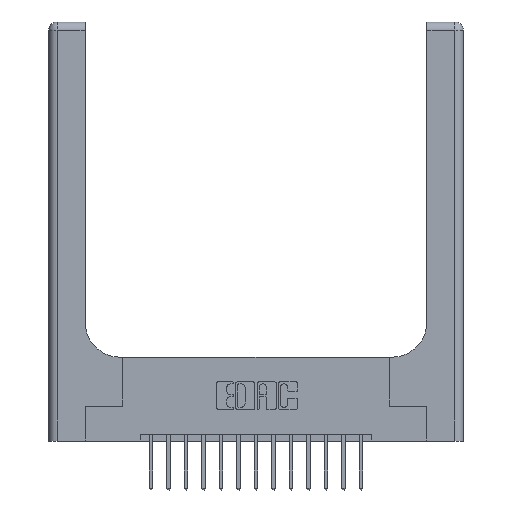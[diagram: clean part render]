
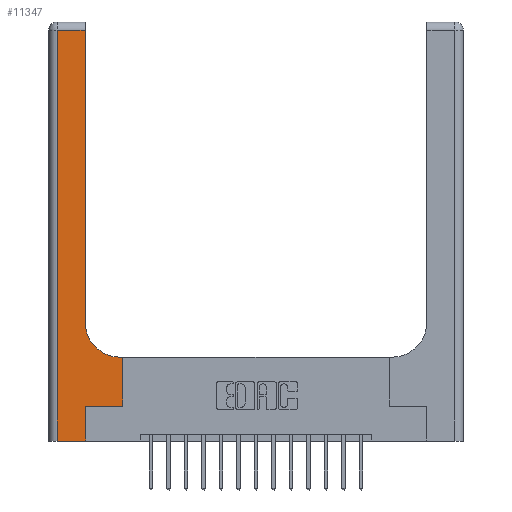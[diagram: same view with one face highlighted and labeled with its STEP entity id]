
A CAD part, top view. The second image highlights one B-rep face of the part: STEP entity #11347.
In plain terms, the highlighted planar face has unit normal (0, 0, 1).
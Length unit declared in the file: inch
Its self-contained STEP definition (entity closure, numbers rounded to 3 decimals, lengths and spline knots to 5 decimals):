
#48 = CARTESIAN_POINT ( 'NONE',  ( 0.528, 0.6, 0.37 ) ) ;
#245 = LINE ( 'NONE', #9939, #10059 ) ;
#381 = VECTOR ( 'NONE', #1555, 39.37008 ) ;
#790 = DIRECTION ( 'NONE',  ( 1., 0., 0. ) ) ;
#799 = LINE ( 'NONE', #13291, #15471 ) ;
#1074 = CARTESIAN_POINT ( 'NONE',  ( 0.265, 0.25, 0.37 ) ) ;
#1262 = VERTEX_POINT ( 'NONE', #14054 ) ;
#1555 = DIRECTION ( 'NONE',  ( 0., 1., 0. ) ) ;
#1582 = LINE ( 'NONE', #4478, #17537 ) ;
#1615 = DIRECTION ( 'NONE',  ( 0., -1., 0. ) ) ;
#1695 = DIRECTION ( 'NONE',  ( 1., 0., 0. ) ) ;
#2412 = ORIENTED_EDGE ( 'NONE', *, *, #5900, .T. ) ;
#2478 = LINE ( 'NONE', #7641, #10597 ) ;
#2948 = DIRECTION ( 'NONE',  ( 0., 0., -1. ) ) ;
#3121 = LINE ( 'NONE', #12145, #13986 ) ;
#3214 = VERTEX_POINT ( 'NONE', #1074 ) ;
#3671 = ORIENTED_EDGE ( 'NONE', *, *, #15380, .T. ) ;
#3780 = VECTOR ( 'NONE', #790, 39.37008 ) ;
#4478 = CARTESIAN_POINT ( 'NONE',  ( 0.06, 3., 0.37 ) ) ;
#4536 = CARTESIAN_POINT ( 'NONE',  ( 0.51, 0.6, 0.37 ) ) ;
#4959 = CARTESIAN_POINT ( 'NONE',  ( 0., 3., 0.37 ) ) ;
#5054 = VERTEX_POINT ( 'NONE', #48 ) ;
#5080 = PLANE ( 'NONE',  #12392 ) ;
#5708 = ORIENTED_EDGE ( 'NONE', *, *, #15645, .T. ) ;
#5900 = EDGE_CURVE ( 'NONE', #7043, #9655, #17481, .T. ) ;
#6230 = EDGE_CURVE ( 'NONE', #17399, #1262, #245, .T. ) ;
#6498 = FACE_OUTER_BOUND ( 'NONE', #14543, .T. ) ;
#6813 = CARTESIAN_POINT ( 'NONE',  ( 0.528, 0.25, 0.37 ) ) ;
#7043 = VERTEX_POINT ( 'NONE', #4536 ) ;
#7217 = CARTESIAN_POINT ( 'NONE',  ( 0.26, 0.6, 0.37 ) ) ;
#7549 = CARTESIAN_POINT ( 'NONE',  ( 0.06, 2.94, 0.37 ) ) ;
#7641 = CARTESIAN_POINT ( 'NONE',  ( 0., 2.94, 0.37 ) ) ;
#7818 = AXIS2_PLACEMENT_3D ( 'NONE', #9729, #2948, #11188 ) ;
#8261 = LINE ( 'NONE', #15290, #381 ) ;
#8474 = VECTOR ( 'NONE', #8755, 39.37008 ) ;
#8755 = DIRECTION ( 'NONE',  ( -1., 0., 0. ) ) ;
#8956 = ORIENTED_EDGE ( 'NONE', *, *, #15882, .T. ) ;
#8967 = CARTESIAN_POINT ( 'NONE',  ( 0.265, 0.25, 0.37 ) ) ;
#9090 = DIRECTION ( 'NONE',  ( -1., 0., 0. ) ) ;
#9655 = VERTEX_POINT ( 'NONE', #12365 ) ;
#9729 = CARTESIAN_POINT ( 'NONE',  ( 0.51, 0.85, 0.37 ) ) ;
#9939 = CARTESIAN_POINT ( 'NONE',  ( 0., 0., 0.37 ) ) ;
#10059 = VECTOR ( 'NONE', #1695, 39.37008 ) ;
#10417 = LINE ( 'NONE', #8967, #3780 ) ;
#10597 = VECTOR ( 'NONE', #17128, 39.37008 ) ;
#10617 = CARTESIAN_POINT ( 'NONE',  ( 0.06, 0., 0.37 ) ) ;
#10689 = EDGE_CURVE ( 'NONE', #11669, #17399, #1582, .T. ) ;
#11188 = DIRECTION ( 'NONE',  ( 1., 0., 0. ) ) ;
#11347 = ADVANCED_FACE ( 'NONE', ( #6498 ), #5080, .F. ) ;
#11474 = ORIENTED_EDGE ( 'NONE', *, *, #15620, .T. ) ;
#11669 = VERTEX_POINT ( 'NONE', #7549 ) ;
#11991 = ORIENTED_EDGE ( 'NONE', *, *, #10689, .T. ) ;
#12145 = CARTESIAN_POINT ( 'NONE',  ( 0.265, 0., 0.37 ) ) ;
#12365 = CARTESIAN_POINT ( 'NONE',  ( 0.26, 0.85, 0.37 ) ) ;
#12392 = AXIS2_PLACEMENT_3D ( 'NONE', #4959, #14588, #9090 ) ;
#12731 = VERTEX_POINT ( 'NONE', #16516 ) ;
#12908 = ORIENTED_EDGE ( 'NONE', *, *, #16838, .T. ) ;
#13291 = CARTESIAN_POINT ( 'NONE',  ( 0.26, 3., 0.37 ) ) ;
#13583 = VERTEX_POINT ( 'NONE', #6813 ) ;
#13908 = DIRECTION ( 'NONE',  ( 0., 1., 0. ) ) ;
#13986 = VECTOR ( 'NONE', #13908, 39.37008 ) ;
#14054 = CARTESIAN_POINT ( 'NONE',  ( 0.265, 0., 0.37 ) ) ;
#14543 = EDGE_LOOP ( 'NONE', ( #12908, #8956, #11991, #16040, #11474, #3671, #5708, #15497, #2412 ) ) ;
#14588 = DIRECTION ( 'NONE',  ( 0., 0., -1. ) ) ;
#15290 = CARTESIAN_POINT ( 'NONE',  ( 0.528, 0.25, 0.37 ) ) ;
#15380 = EDGE_CURVE ( 'NONE', #3214, #13583, #10417, .T. ) ;
#15471 = VECTOR ( 'NONE', #16151, 39.37008 ) ;
#15497 = ORIENTED_EDGE ( 'NONE', *, *, #15784, .T. ) ;
#15620 = EDGE_CURVE ( 'NONE', #1262, #3214, #3121, .T. ) ;
#15645 = EDGE_CURVE ( 'NONE', #13583, #5054, #8261, .T. ) ;
#15784 = EDGE_CURVE ( 'NONE', #5054, #7043, #16534, .T. ) ;
#15882 = EDGE_CURVE ( 'NONE', #12731, #11669, #2478, .T. ) ;
#16040 = ORIENTED_EDGE ( 'NONE', *, *, #6230, .T. ) ;
#16151 = DIRECTION ( 'NONE',  ( 0., 1., 0. ) ) ;
#16516 = CARTESIAN_POINT ( 'NONE',  ( 0.26, 2.94, 0.37 ) ) ;
#16534 = LINE ( 'NONE', #7217, #8474 ) ;
#16838 = EDGE_CURVE ( 'NONE', #9655, #12731, #799, .T. ) ;
#17128 = DIRECTION ( 'NONE',  ( -1., 0., 0. ) ) ;
#17399 = VERTEX_POINT ( 'NONE', #10617 ) ;
#17481 = CIRCLE ( 'NONE', #7818, 0.25 ) ;
#17537 = VECTOR ( 'NONE', #1615, 39.37008 ) ;
